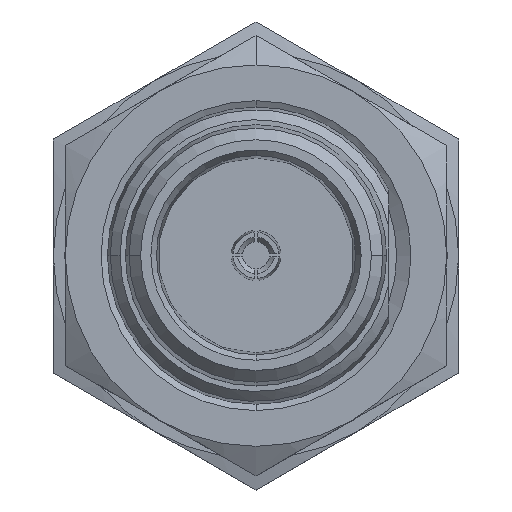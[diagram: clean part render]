
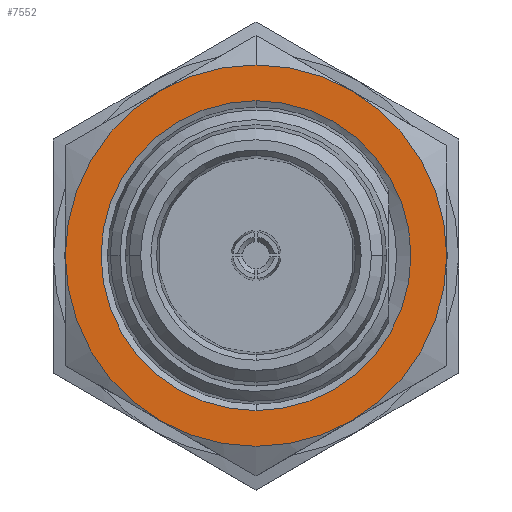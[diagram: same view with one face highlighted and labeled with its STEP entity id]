
A CAD part, top view. The second image highlights one B-rep face of the part: STEP entity #7552.
In plain terms, the highlighted planar face has unit normal (0, 0, 1).
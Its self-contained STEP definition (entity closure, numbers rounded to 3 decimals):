
#14 = ORIENTED_EDGE ( 'NONE', *, *, #809, .F. ) ;
#80 = ORIENTED_EDGE ( 'NONE', *, *, #6733, .T. ) ;
#355 = CARTESIAN_POINT ( 'NONE',  ( 0., 0., -12.1 ) ) ;
#401 = CARTESIAN_POINT ( 'NONE',  ( 0., 0., -12.1 ) ) ;
#461 = CARTESIAN_POINT ( 'NONE',  ( 0., 6.5, -12.1 ) ) ;
#671 = EDGE_LOOP ( 'NONE', ( #2121, #9152, #940, #4217, #7354, #80, #8357 ) ) ;
#774 = AXIS2_PLACEMENT_3D ( 'NONE', #355, #5652, #1131 ) ;
#796 = VERTEX_POINT ( 'NONE', #3106 ) ;
#809 = EDGE_CURVE ( 'NONE', #1605, #2275, #9475, .T. ) ;
#873 = CIRCLE ( 'NONE', #4939, 8. ) ;
#888 = CARTESIAN_POINT ( 'NONE',  ( 0., 0., -12.1 ) ) ;
#940 = ORIENTED_EDGE ( 'NONE', *, *, #7680, .T. ) ;
#1104 = AXIS2_PLACEMENT_3D ( 'NONE', #6680, #2127, #7427 ) ;
#1131 = DIRECTION ( 'NONE',  ( 0., -1., 0. ) ) ;
#1176 = DIRECTION ( 'NONE',  ( 0., -1., 0. ) ) ;
#1404 = AXIS2_PLACEMENT_3D ( 'NONE', #3261, #8614, #4029 ) ;
#1605 = VERTEX_POINT ( 'NONE', #9217 ) ;
#1650 = DIRECTION ( 'NONE',  ( 0., -1., 0. ) ) ;
#1721 = VERTEX_POINT ( 'NONE', #3361 ) ;
#1730 = AXIS2_PLACEMENT_3D ( 'NONE', #401, #5710, #1176 ) ;
#1811 = CARTESIAN_POINT ( 'NONE',  ( 0., 0., -12.1 ) ) ;
#1926 = VERTEX_POINT ( 'NONE', #8783 ) ;
#1961 = CIRCLE ( 'NONE', #5270, 6.5 ) ;
#2121 = ORIENTED_EDGE ( 'NONE', *, *, #7187, .T. ) ;
#2127 = DIRECTION ( 'NONE',  ( 0., 0., -1. ) ) ;
#2275 = VERTEX_POINT ( 'NONE', #461 ) ;
#2426 = AXIS2_PLACEMENT_3D ( 'NONE', #3114, #8467, #3882 ) ;
#2556 = DIRECTION ( 'NONE',  ( 0., -1., 0. ) ) ;
#3106 = CARTESIAN_POINT ( 'NONE',  ( 4., 6.928, -12.1 ) ) ;
#3114 = CARTESIAN_POINT ( 'NONE',  ( 0., 0., -12.1 ) ) ;
#3252 = DIRECTION ( 'NONE',  ( 0., 0., 1. ) ) ;
#3261 = CARTESIAN_POINT ( 'NONE',  ( 0., 0., -12.1 ) ) ;
#3361 = CARTESIAN_POINT ( 'NONE',  ( 0., 8., -12.1 ) ) ;
#3532 = CARTESIAN_POINT ( 'NONE',  ( 0., 0., -12.1 ) ) ;
#3534 = CIRCLE ( 'NONE', #1404, 8. ) ;
#3585 = PLANE ( 'NONE',  #1104 ) ;
#3663 = EDGE_LOOP ( 'NONE', ( #14, #5379 ) ) ;
#3844 = EDGE_CURVE ( 'NONE', #4857, #796, #873, .T. ) ;
#3882 = DIRECTION ( 'NONE',  ( 0., -1., 0. ) ) ;
#4029 = DIRECTION ( 'NONE',  ( 0., -1., 0. ) ) ;
#4109 = FACE_BOUND ( 'NONE', #3663, .T. ) ;
#4217 = ORIENTED_EDGE ( 'NONE', *, *, #7298, .T. ) ;
#4306 = DIRECTION ( 'NONE',  ( 0., -1., 0. ) ) ;
#4480 = CIRCLE ( 'NONE', #774, 8. ) ;
#4507 = DIRECTION ( 'NONE',  ( 0., 0., 1. ) ) ;
#4784 = EDGE_CURVE ( 'NONE', #7198, #9400, #5473, .T. ) ;
#4791 = CARTESIAN_POINT ( 'NONE',  ( -4., 6.928, -12.1 ) ) ;
#4857 = VERTEX_POINT ( 'NONE', #6621 ) ;
#4939 = AXIS2_PLACEMENT_3D ( 'NONE', #9062, #4507, #9841 ) ;
#5150 = AXIS2_PLACEMENT_3D ( 'NONE', #3532, #8873, #4306 ) ;
#5270 = AXIS2_PLACEMENT_3D ( 'NONE', #7832, #3252, #8602 ) ;
#5278 = EDGE_CURVE ( 'NONE', #2275, #1605, #1961, .T. ) ;
#5338 = CARTESIAN_POINT ( 'NONE',  ( -4., -6.928, -12.1 ) ) ;
#5379 = ORIENTED_EDGE ( 'NONE', *, *, #5278, .F. ) ;
#5473 = CIRCLE ( 'NONE', #5150, 8. ) ;
#5652 = DIRECTION ( 'NONE',  ( 0., 0., 1. ) ) ;
#5710 = DIRECTION ( 'NONE',  ( 0., 0., 1. ) ) ;
#5937 = VERTEX_POINT ( 'NONE', #5338 ) ;
#6187 = DIRECTION ( 'NONE',  ( 0., 0., 1. ) ) ;
#6328 = EDGE_CURVE ( 'NONE', #5937, #1926, #3534, .T. ) ;
#6392 = FACE_OUTER_BOUND ( 'NONE', #671, .T. ) ;
#6621 = CARTESIAN_POINT ( 'NONE',  ( 8., 0., -12.1 ) ) ;
#6671 = AXIS2_PLACEMENT_3D ( 'NONE', #888, #6187, #1650 ) ;
#6680 = CARTESIAN_POINT ( 'NONE',  ( 0., 8., -12.1 ) ) ;
#6733 = EDGE_CURVE ( 'NONE', #9400, #5937, #9613, .T. ) ;
#7101 = DIRECTION ( 'NONE',  ( 0., 0., 1. ) ) ;
#7187 = EDGE_CURVE ( 'NONE', #1926, #4857, #7719, .T. ) ;
#7198 = VERTEX_POINT ( 'NONE', #4791 ) ;
#7298 = EDGE_CURVE ( 'NONE', #1721, #7198, #4480, .T. ) ;
#7354 = ORIENTED_EDGE ( 'NONE', *, *, #4784, .T. ) ;
#7427 = DIRECTION ( 'NONE',  ( 0., 1., 0. ) ) ;
#7552 = ADVANCED_FACE ( 'NONE', ( #4109, #6392 ), #3585, .F. ) ;
#7680 = EDGE_CURVE ( 'NONE', #796, #1721, #9859, .T. ) ;
#7719 = CIRCLE ( 'NONE', #9096, 8. ) ;
#7832 = CARTESIAN_POINT ( 'NONE',  ( 0., 0., -12.1 ) ) ;
#8126 = CARTESIAN_POINT ( 'NONE',  ( -8., 0., -12.1 ) ) ;
#8357 = ORIENTED_EDGE ( 'NONE', *, *, #6328, .T. ) ;
#8467 = DIRECTION ( 'NONE',  ( 0., 0., 1. ) ) ;
#8602 = DIRECTION ( 'NONE',  ( 0., -1., 0. ) ) ;
#8614 = DIRECTION ( 'NONE',  ( 0., 0., 1. ) ) ;
#8783 = CARTESIAN_POINT ( 'NONE',  ( 4., -6.928, -12.1 ) ) ;
#8873 = DIRECTION ( 'NONE',  ( 0., 0., 1. ) ) ;
#9062 = CARTESIAN_POINT ( 'NONE',  ( 0., 0., -12.1 ) ) ;
#9096 = AXIS2_PLACEMENT_3D ( 'NONE', #1811, #7101, #2556 ) ;
#9152 = ORIENTED_EDGE ( 'NONE', *, *, #3844, .T. ) ;
#9217 = CARTESIAN_POINT ( 'NONE',  ( 0., -6.5, -12.1 ) ) ;
#9400 = VERTEX_POINT ( 'NONE', #8126 ) ;
#9475 = CIRCLE ( 'NONE', #6671, 6.5 ) ;
#9613 = CIRCLE ( 'NONE', #1730, 8. ) ;
#9841 = DIRECTION ( 'NONE',  ( 0., -1., 0. ) ) ;
#9859 = CIRCLE ( 'NONE', #2426, 8. ) ;
